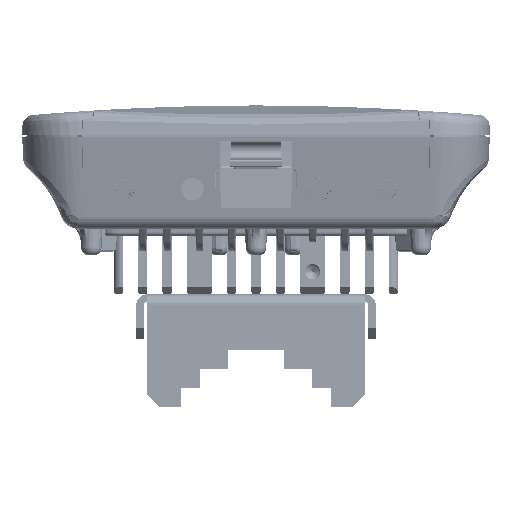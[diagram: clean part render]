
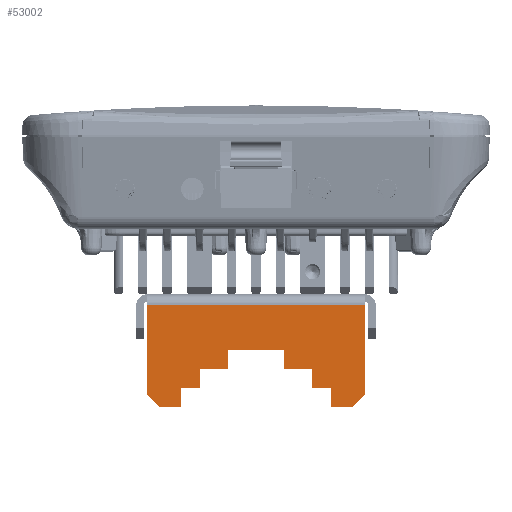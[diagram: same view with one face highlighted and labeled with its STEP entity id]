
A CAD part, front view. The second image highlights one B-rep face of the part: STEP entity #53002.
In plain terms, the highlighted face is planar.
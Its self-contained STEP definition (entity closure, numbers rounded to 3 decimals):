
#3639 = CARTESIAN_POINT ( 'NONE',  ( -23., 3., 15. ) ) ;
#5800 = VECTOR ( 'NONE', #255301, 1000. ) ;
#6769 = CARTESIAN_POINT ( 'NONE',  ( -18., 3., -7.5 ) ) ;
#9119 = DIRECTION ( 'NONE',  ( 0., 0., 1. ) ) ;
#9243 = VECTOR ( 'NONE', #52530, 1000. ) ;
#9249 = EDGE_CURVE ( 'NONE', #213070, #223458, #174954, .T. ) ;
#9989 = DIRECTION ( 'NONE',  ( 0., 0., -1. ) ) ;
#10067 = VECTOR ( 'NONE', #250486, 1000. ) ;
#10183 = ORIENTED_EDGE ( 'NONE', *, *, #112066, .T. ) ;
#10778 = ORIENTED_EDGE ( 'NONE', *, *, #197470, .F. ) ;
#12408 = DIRECTION ( 'NONE',  ( -1., 0., 0. ) ) ;
#12919 = FACE_OUTER_BOUND ( 'NONE', #178402, .T. ) ;
#15075 = CARTESIAN_POINT ( 'NONE',  ( -13., 3., -7.5 ) ) ;
#16755 = VERTEX_POINT ( 'NONE', #25042 ) ;
#20321 = ORIENTED_EDGE ( 'NONE', *, *, #148364, .T. ) ;
#25042 = CARTESIAN_POINT ( 'NONE',  ( -18., 3., 7.5 ) ) ;
#25539 = LINE ( 'NONE', #150576, #5800 ) ;
#27483 = ORIENTED_EDGE ( 'NONE', *, *, #224570, .F. ) ;
#28334 = ORIENTED_EDGE ( 'NONE', *, *, #42912, .F. ) ;
#28895 = CARTESIAN_POINT ( 'NONE',  ( -25., 3., 29. ) ) ;
#29503 = CARTESIAN_POINT ( 'NONE',  ( -18., 3., -7.5 ) ) ;
#29838 = CARTESIAN_POINT ( 'NONE',  ( -18., 3., 15. ) ) ;
#29964 = LINE ( 'NONE', #150980, #101560 ) ;
#33181 = DIRECTION ( 'NONE',  ( -0.707, 0., 0.707 ) ) ;
#36590 = EDGE_CURVE ( 'NONE', #45459, #91787, #75577, .T. ) ;
#40695 = VERTEX_POINT ( 'NONE', #28895 ) ;
#40841 = VECTOR ( 'NONE', #155143, 1000. ) ;
#42912 = EDGE_CURVE ( 'NONE', #207225, #213960, #90236, .T. ) ;
#45459 = VERTEX_POINT ( 'NONE', #156837 ) ;
#46690 = VERTEX_POINT ( 'NONE', #150189 ) ;
#52530 = DIRECTION ( 'NONE',  ( 0., 0., -1. ) ) ;
#53002 = ADVANCED_FACE ( 'NONE', ( #12919 ), #260368, .F. ) ;
#63077 = CARTESIAN_POINT ( 'NONE',  ( -13., 3., -7.5 ) ) ;
#65786 = CARTESIAN_POINT ( 'NONE',  ( -1., 3., 29. ) ) ;
#67109 = CARTESIAN_POINT ( 'NONE',  ( -23., 3., -15. ) ) ;
#69202 = VECTOR ( 'NONE', #12408, 1000. ) ;
#69376 = DIRECTION ( 'NONE',  ( 1., 0., 0. ) ) ;
#69802 = VERTEX_POINT ( 'NONE', #65786 ) ;
#72445 = ORIENTED_EDGE ( 'NONE', *, *, #36590, .T. ) ;
#75577 = LINE ( 'NONE', #158552, #102761 ) ;
#75681 = DIRECTION ( 'NONE',  ( 0., 0., -1. ) ) ;
#77582 = VECTOR ( 'NONE', #161563, 1000. ) ;
#79126 = EDGE_CURVE ( 'NONE', #97153, #16755, #179067, .T. ) ;
#83286 = VERTEX_POINT ( 'NONE', #221133 ) ;
#87840 = DIRECTION ( 'NONE',  ( 0., 0., -1. ) ) ;
#88700 = CARTESIAN_POINT ( 'NONE',  ( -28., 3., 26. ) ) ;
#90210 = ORIENTED_EDGE ( 'NONE', *, *, #187794, .F. ) ;
#90236 = LINE ( 'NONE', #241091, #160134 ) ;
#91787 = VERTEX_POINT ( 'NONE', #88700 ) ;
#94632 = VECTOR ( 'NONE', #9989, 1000. ) ;
#96468 = LINE ( 'NONE', #123585, #181383 ) ;
#97153 = VERTEX_POINT ( 'NONE', #29838 ) ;
#97189 = LINE ( 'NONE', #180139, #236880 ) ;
#97977 = LINE ( 'NONE', #15075, #69202 ) ;
#98073 = EDGE_CURVE ( 'NONE', #214969, #134915, #158239, .T. ) ;
#98892 = EDGE_CURVE ( 'NONE', #91787, #40695, #25539, .T. ) ;
#98902 = ORIENTED_EDGE ( 'NONE', *, *, #112820, .T. ) ;
#100902 = VERTEX_POINT ( 'NONE', #203840 ) ;
#101560 = VECTOR ( 'NONE', #69376, 1000. ) ;
#102761 = VECTOR ( 'NONE', #9119, 1000. ) ;
#106786 = ORIENTED_EDGE ( 'NONE', *, *, #114811, .F. ) ;
#109810 = CARTESIAN_POINT ( 'NONE',  ( -25., 3., -29. ) ) ;
#111515 = VECTOR ( 'NONE', #240313, 1000. ) ;
#112066 = EDGE_CURVE ( 'NONE', #46690, #214969, #169753, .T. ) ;
#112820 = EDGE_CURVE ( 'NONE', #134915, #213960, #97189, .T. ) ;
#114811 = EDGE_CURVE ( 'NONE', #16755, #83286, #266879, .T. ) ;
#118819 = CARTESIAN_POINT ( 'NONE',  ( -28., 3., -26. ) ) ;
#120283 = DIRECTION ( 'NONE',  ( 0., -1., 0. ) ) ;
#123585 = CARTESIAN_POINT ( 'NONE',  ( -13., 3., 7.5 ) ) ;
#126941 = ORIENTED_EDGE ( 'NONE', *, *, #267815, .F. ) ;
#129738 = CARTESIAN_POINT ( 'NONE',  ( -23., 3., -20. ) ) ;
#134915 = VERTEX_POINT ( 'NONE', #258850 ) ;
#137959 = DIRECTION ( 'NONE',  ( 1., 0., 0. ) ) ;
#141252 = EDGE_CURVE ( 'NONE', #185941, #207225, #234390, .T. ) ;
#142193 = AXIS2_PLACEMENT_3D ( 'NONE', #219576, #120283, #137959 ) ;
#143176 = LINE ( 'NONE', #164920, #10067 ) ;
#145318 = VECTOR ( 'NONE', #238804, 1000. ) ;
#147114 = CARTESIAN_POINT ( 'NONE',  ( -18., 3., -15. ) ) ;
#148364 = EDGE_CURVE ( 'NONE', #40695, #69802, #29964, .T. ) ;
#150189 = CARTESIAN_POINT ( 'NONE',  ( -1., 3., -29. ) ) ;
#150576 = CARTESIAN_POINT ( 'NONE',  ( -25., 3., 29. ) ) ;
#150980 = CARTESIAN_POINT ( 'NONE',  ( 0., 3., 29. ) ) ;
#155143 = DIRECTION ( 'NONE',  ( 1., 0., 0. ) ) ;
#156837 = CARTESIAN_POINT ( 'NONE',  ( -28., 3., 20. ) ) ;
#157805 = CARTESIAN_POINT ( 'NONE',  ( -23., 3., 20. ) ) ;
#158239 = LINE ( 'NONE', #118819, #192349 ) ;
#158552 = CARTESIAN_POINT ( 'NONE',  ( -28., 3., 0. ) ) ;
#160134 = VECTOR ( 'NONE', #173214, 1000. ) ;
#161563 = DIRECTION ( 'NONE',  ( -1., 0., 0. ) ) ;
#164920 = CARTESIAN_POINT ( 'NONE',  ( -18., 3., 15. ) ) ;
#164927 = CARTESIAN_POINT ( 'NONE',  ( -23., 3., 20. ) ) ;
#165551 = VERTEX_POINT ( 'NONE', #164927 ) ;
#165594 = ORIENTED_EDGE ( 'NONE', *, *, #98073, .T. ) ;
#169753 = LINE ( 'NONE', #177793, #111515 ) ;
#173214 = DIRECTION ( 'NONE',  ( -1., 0., 0. ) ) ;
#174954 = LINE ( 'NONE', #29503, #9243 ) ;
#176235 = LINE ( 'NONE', #263218, #145318 ) ;
#177793 = CARTESIAN_POINT ( 'NONE',  ( 0., 3., -29. ) ) ;
#178402 = EDGE_LOOP ( 'NONE', ( #10183, #165594, #98902, #28334, #196307, #27483, #189594, #126941, #252775, #106786, #229735, #90210, #199158, #10778, #72445, #236581, #20321, #185373 ) ) ;
#179067 = LINE ( 'NONE', #237613, #188931 ) ;
#180139 = CARTESIAN_POINT ( 'NONE',  ( -28., 3., 0. ) ) ;
#181383 = VECTOR ( 'NONE', #243348, 1000. ) ;
#181532 = DIRECTION ( 'NONE',  ( 0., 0., 1. ) ) ;
#185373 = ORIENTED_EDGE ( 'NONE', *, *, #257292, .F. ) ;
#185598 = EDGE_CURVE ( 'NONE', #165551, #100902, #188562, .T. ) ;
#185941 = VERTEX_POINT ( 'NONE', #235401 ) ;
#187091 = CARTESIAN_POINT ( 'NONE',  ( -28., 3., -20. ) ) ;
#187794 = EDGE_CURVE ( 'NONE', #100902, #97153, #143176, .T. ) ;
#188464 = VECTOR ( 'NONE', #87840, 1000. ) ;
#188562 = LINE ( 'NONE', #3639, #188464 ) ;
#188931 = VECTOR ( 'NONE', #75681, 1000. ) ;
#189594 = ORIENTED_EDGE ( 'NONE', *, *, #9249, .F. ) ;
#192349 = VECTOR ( 'NONE', #33181, 1000. ) ;
#194200 = VECTOR ( 'NONE', #201626, 1000. ) ;
#196307 = ORIENTED_EDGE ( 'NONE', *, *, #141252, .F. ) ;
#197470 = EDGE_CURVE ( 'NONE', #45459, #165551, #221744, .T. ) ;
#199158 = ORIENTED_EDGE ( 'NONE', *, *, #185598, .F. ) ;
#201626 = DIRECTION ( 'NONE',  ( 1., 0., 0. ) ) ;
#203840 = CARTESIAN_POINT ( 'NONE',  ( -23., 3., 15. ) ) ;
#207225 = VERTEX_POINT ( 'NONE', #129738 ) ;
#207739 = CARTESIAN_POINT ( 'NONE',  ( -18., 3., -15. ) ) ;
#211344 = VERTEX_POINT ( 'NONE', #63077 ) ;
#213070 = VERTEX_POINT ( 'NONE', #6769 ) ;
#213960 = VERTEX_POINT ( 'NONE', #187091 ) ;
#214969 = VERTEX_POINT ( 'NONE', #109810 ) ;
#215665 = CARTESIAN_POINT ( 'NONE',  ( -13., 3., 7.5 ) ) ;
#219576 = CARTESIAN_POINT ( 'NONE',  ( 0., 3., 0. ) ) ;
#221133 = CARTESIAN_POINT ( 'NONE',  ( -13., 3., 7.5 ) ) ;
#221744 = LINE ( 'NONE', #157805, #40841 ) ;
#223458 = VERTEX_POINT ( 'NONE', #147114 ) ;
#224570 = EDGE_CURVE ( 'NONE', #223458, #185941, #243184, .T. ) ;
#229735 = ORIENTED_EDGE ( 'NONE', *, *, #79126, .F. ) ;
#234390 = LINE ( 'NONE', #67109, #94632 ) ;
#235401 = CARTESIAN_POINT ( 'NONE',  ( -23., 3., -15. ) ) ;
#236581 = ORIENTED_EDGE ( 'NONE', *, *, #98892, .T. ) ;
#236880 = VECTOR ( 'NONE', #181532, 1000. ) ;
#237613 = CARTESIAN_POINT ( 'NONE',  ( -18., 3., 7.5 ) ) ;
#238804 = DIRECTION ( 'NONE',  ( 0., 0., 1. ) ) ;
#240313 = DIRECTION ( 'NONE',  ( -1., 0., 0. ) ) ;
#241091 = CARTESIAN_POINT ( 'NONE',  ( -23., 3., -20. ) ) ;
#243184 = LINE ( 'NONE', #207739, #77582 ) ;
#243348 = DIRECTION ( 'NONE',  ( 0., 0., -1. ) ) ;
#250486 = DIRECTION ( 'NONE',  ( 1., 0., 0. ) ) ;
#250975 = EDGE_CURVE ( 'NONE', #83286, #211344, #96468, .T. ) ;
#252775 = ORIENTED_EDGE ( 'NONE', *, *, #250975, .F. ) ;
#255301 = DIRECTION ( 'NONE',  ( 0.707, 0., 0.707 ) ) ;
#257292 = EDGE_CURVE ( 'NONE', #46690, #69802, #176235, .T. ) ;
#258850 = CARTESIAN_POINT ( 'NONE',  ( -28., 3., -26. ) ) ;
#260368 = PLANE ( 'NONE',  #142193 ) ;
#263218 = CARTESIAN_POINT ( 'NONE',  ( -1., 3., 29. ) ) ;
#266879 = LINE ( 'NONE', #215665, #194200 ) ;
#267815 = EDGE_CURVE ( 'NONE', #211344, #213070, #97977, .T. ) ;
